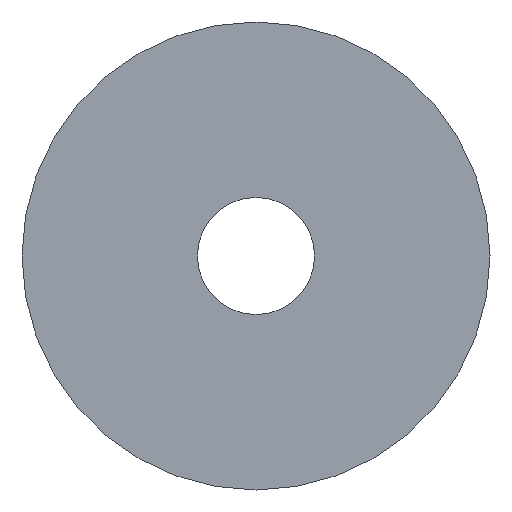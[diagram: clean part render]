
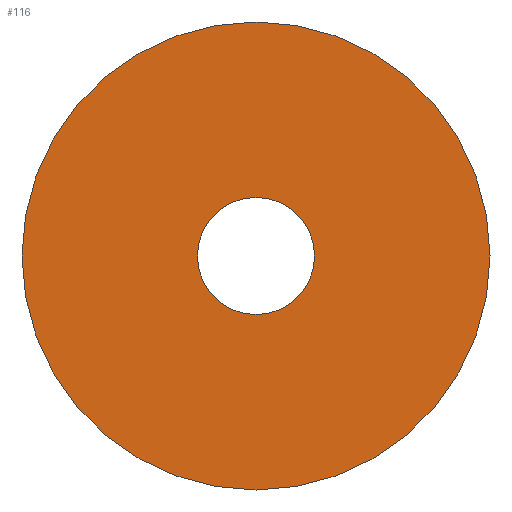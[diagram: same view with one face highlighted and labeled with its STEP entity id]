
A CAD part, front view. The second image highlights one B-rep face of the part: STEP entity #116.
In plain terms, the highlighted planar face has unit normal (0, -1, 0).
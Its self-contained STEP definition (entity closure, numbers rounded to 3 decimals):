
#3 = ORIENTED_EDGE ( 'NONE', *, *, #176, .T. ) ;
#8 = DIRECTION ( 'NONE',  ( 0., 1., 0. ) ) ;
#11 = FACE_OUTER_BOUND ( 'NONE', #50, .T. ) ;
#13 = EDGE_CURVE ( 'NONE', #186, #113, #277, .T. ) ;
#18 = ORIENTED_EDGE ( 'NONE', *, *, #279, .T. ) ;
#19 = CIRCLE ( 'NONE', #228, 4. ) ;
#23 = CARTESIAN_POINT ( 'NONE',  ( -16., 0., 0. ) ) ;
#26 = CIRCLE ( 'NONE', #236, 4. ) ;
#32 = CIRCLE ( 'NONE', #82, 16. ) ;
#34 = CARTESIAN_POINT ( 'NONE',  ( 0., 0., 0. ) ) ;
#45 = DIRECTION ( 'NONE',  ( -1., 0., 0. ) ) ;
#50 = EDGE_LOOP ( 'NONE', ( #148, #118 ) ) ;
#69 = CARTESIAN_POINT ( 'NONE',  ( 0., 0., 0. ) ) ;
#70 = EDGE_CURVE ( 'NONE', #113, #186, #32, .T. ) ;
#72 = DIRECTION ( 'NONE',  ( 0., 1., 0. ) ) ;
#75 = CARTESIAN_POINT ( 'NONE',  ( 16., 0., 0. ) ) ;
#81 = DIRECTION ( 'NONE',  ( 0., 1., 0. ) ) ;
#82 = AXIS2_PLACEMENT_3D ( 'NONE', #201, #314, #45 ) ;
#88 = DIRECTION ( 'NONE',  ( 0., 1., 0. ) ) ;
#100 = AXIS2_PLACEMENT_3D ( 'NONE', #69, #72, #327 ) ;
#105 = PLANE ( 'NONE',  #100 ) ;
#113 = VERTEX_POINT ( 'NONE', #75 ) ;
#116 = ADVANCED_FACE ( 'NONE', ( #210, #11 ), #105, .F. ) ;
#118 = ORIENTED_EDGE ( 'NONE', *, *, #70, .F. ) ;
#146 = DIRECTION ( 'NONE',  ( -1., 0., 0. ) ) ;
#148 = ORIENTED_EDGE ( 'NONE', *, *, #13, .F. ) ;
#167 = CARTESIAN_POINT ( 'NONE',  ( 0., 0., 0. ) ) ;
#172 = VERTEX_POINT ( 'NONE', #276 ) ;
#176 = EDGE_CURVE ( 'NONE', #172, #199, #19, .T. ) ;
#186 = VERTEX_POINT ( 'NONE', #23 ) ;
#194 = CARTESIAN_POINT ( 'NONE',  ( 0., 0., 0. ) ) ;
#196 = DIRECTION ( 'NONE',  ( -1., 0., 0. ) ) ;
#199 = VERTEX_POINT ( 'NONE', #336 ) ;
#201 = CARTESIAN_POINT ( 'NONE',  ( 0., 0., 0. ) ) ;
#210 = FACE_BOUND ( 'NONE', #227, .T. ) ;
#223 = DIRECTION ( 'NONE',  ( -1., 0., 0. ) ) ;
#227 = EDGE_LOOP ( 'NONE', ( #18, #3 ) ) ;
#228 = AXIS2_PLACEMENT_3D ( 'NONE', #167, #88, #196 ) ;
#236 = AXIS2_PLACEMENT_3D ( 'NONE', #194, #81, #223 ) ;
#249 = AXIS2_PLACEMENT_3D ( 'NONE', #34, #8, #146 ) ;
#276 = CARTESIAN_POINT ( 'NONE',  ( 4., 0., 0. ) ) ;
#277 = CIRCLE ( 'NONE', #249, 16. ) ;
#279 = EDGE_CURVE ( 'NONE', #199, #172, #26, .T. ) ;
#314 = DIRECTION ( 'NONE',  ( 0., 1., 0. ) ) ;
#327 = DIRECTION ( 'NONE',  ( -1., 0., 0. ) ) ;
#336 = CARTESIAN_POINT ( 'NONE',  ( -4., 0., 0. ) ) ;
